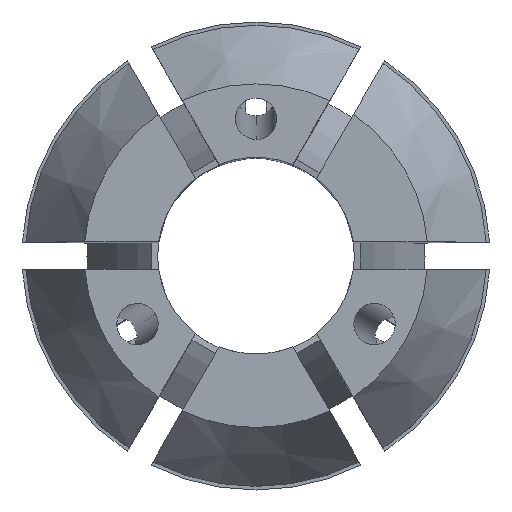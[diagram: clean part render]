
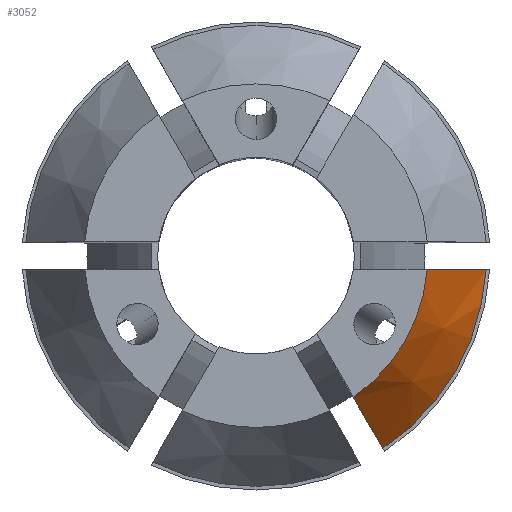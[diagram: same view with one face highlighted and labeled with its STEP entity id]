
A CAD part, top view. The second image highlights one B-rep face of the part: STEP entity #3052.
In plain terms, the highlighted conical face has half-angle 30 degrees and reference radius 8.375 mm.
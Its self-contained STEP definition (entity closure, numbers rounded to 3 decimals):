
#94 = CARTESIAN_POINT ( 'NONE',  ( 6.22, -0.5, 27.5 ) ) ;
#99 = CARTESIAN_POINT ( 'NONE',  ( 8.36, -0.5, 23.803 ) ) ;
#232 = VERTEX_POINT ( 'NONE', #2287 ) ;
#316 = ORIENTED_EDGE ( 'NONE', *, *, #3174, .T. ) ;
#325 = EDGE_LOOP ( 'NONE', ( #2744, #3852, #1473, #316 ) ) ;
#397 = CARTESIAN_POINT ( 'NONE',  ( 4.257, -6.373, 25.035 ) ) ;
#509 = B_SPLINE_CURVE_WITH_KNOTS ( 'NONE', 3,
 ( #2604, #1034, #397, #2931 ),
 .UNSPECIFIED., .F., .F.,
 ( 4, 4 ),
 ( 0., 0.004 ),
 .UNSPECIFIED. ) ;
#523 = CARTESIAN_POINT ( 'NONE',  ( 0., 0., 23.803 ) ) ;
#595 = EDGE_CURVE ( 'NONE', #1323, #232, #1397, .T. ) ;
#705 = CARTESIAN_POINT ( 'NONE',  ( 0., 0., 27.5 ) ) ;
#856 = DIRECTION ( 'NONE',  ( -1., 0., 0. ) ) ;
#926 = CARTESIAN_POINT ( 'NONE',  ( 0., 0., 23.803 ) ) ;
#1030 = DIRECTION ( 'NONE',  ( -1., 0., 0. ) ) ;
#1034 = CARTESIAN_POINT ( 'NONE',  ( 3.9, -5.755, 26.268 ) ) ;
#1323 = VERTEX_POINT ( 'NONE', #99 ) ;
#1392 = AXIS2_PLACEMENT_3D ( 'NONE', #523, #3694, #856 ) ;
#1397 = CIRCLE ( 'NONE', #1392, 8.375 ) ;
#1473 = ORIENTED_EDGE ( 'NONE', *, *, #595, .F. ) ;
#2088 = CIRCLE ( 'NONE', #3279, 6.24 ) ;
#2135 = VERTEX_POINT ( 'NONE', #3658 ) ;
#2252 = CARTESIAN_POINT ( 'NONE',  ( 8.36, -0.5, 23.803 ) ) ;
#2283 = DIRECTION ( 'NONE',  ( 0., 0., -1. ) ) ;
#2287 = CARTESIAN_POINT ( 'NONE',  ( 4.613, -6.99, 23.803 ) ) ;
#2308 = EDGE_CURVE ( 'NONE', #3022, #232, #509, .T. ) ;
#2583 = CONICAL_SURFACE ( 'NONE', #4045, 8.375, 0.524 ) ;
#2604 = CARTESIAN_POINT ( 'NONE',  ( 3.543, -5.137, 27.5 ) ) ;
#2663 = B_SPLINE_CURVE_WITH_KNOTS ( 'NONE', 3,
 ( #2252, #3849, #2912, #94 ),
 .UNSPECIFIED., .F., .F.,
 ( 4, 4 ),
 ( 0.012, 0.016 ),
 .UNSPECIFIED. ) ;
#2744 = ORIENTED_EDGE ( 'NONE', *, *, #3233, .T. ) ;
#2784 = DIRECTION ( 'NONE',  ( 0., 0., -1. ) ) ;
#2912 = CARTESIAN_POINT ( 'NONE',  ( 6.934, -0.5, 26.268 ) ) ;
#2931 = CARTESIAN_POINT ( 'NONE',  ( 4.613, -6.99, 23.803 ) ) ;
#3022 = VERTEX_POINT ( 'NONE', #3102 ) ;
#3052 = ADVANCED_FACE ( 'NONE', ( #3331 ), #2583, .T. ) ;
#3102 = CARTESIAN_POINT ( 'NONE',  ( 3.543, -5.137, 27.5 ) ) ;
#3174 = EDGE_CURVE ( 'NONE', #1323, #2135, #2663, .T. ) ;
#3233 = EDGE_CURVE ( 'NONE', #2135, #3022, #2088, .T. ) ;
#3279 = AXIS2_PLACEMENT_3D ( 'NONE', #705, #2283, #1030 ) ;
#3331 = FACE_OUTER_BOUND ( 'NONE', #325, .T. ) ;
#3460 = DIRECTION ( 'NONE',  ( -1., 0., 0. ) ) ;
#3658 = CARTESIAN_POINT ( 'NONE',  ( 6.22, -0.5, 27.5 ) ) ;
#3694 = DIRECTION ( 'NONE',  ( 0., 0., -1. ) ) ;
#3849 = CARTESIAN_POINT ( 'NONE',  ( 7.647, -0.5, 25.035 ) ) ;
#3852 = ORIENTED_EDGE ( 'NONE', *, *, #2308, .T. ) ;
#4045 = AXIS2_PLACEMENT_3D ( 'NONE', #926, #2784, #3460 ) ;
